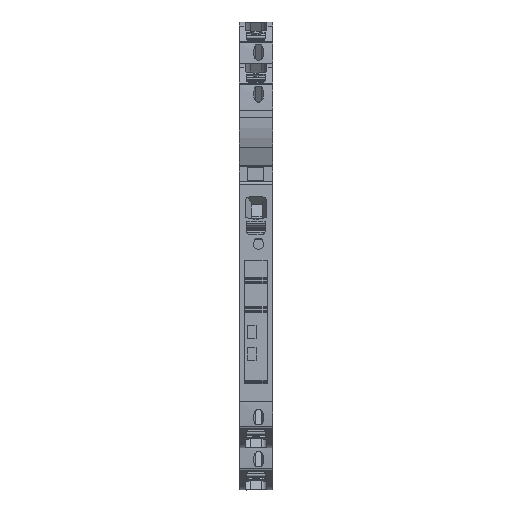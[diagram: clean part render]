
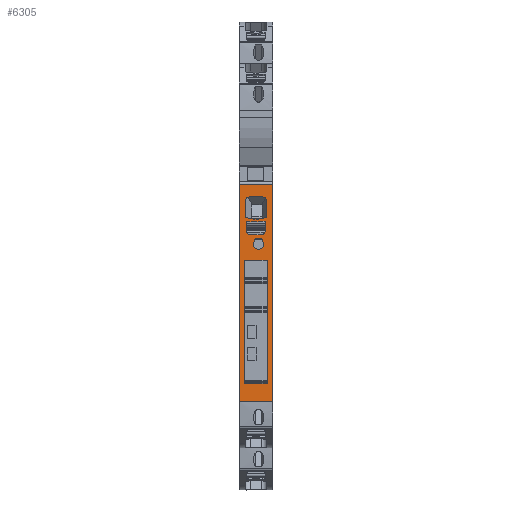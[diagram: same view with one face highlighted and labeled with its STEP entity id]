
A CAD part, top view. The second image highlights one B-rep face of the part: STEP entity #6305.
In plain terms, the highlighted planar face has unit normal (0, 0, 1).
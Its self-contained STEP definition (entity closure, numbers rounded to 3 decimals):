
#1964=AXIS2_PLACEMENT_3D('Plane Axis2P3D',#1961,#1962,#1963) ;
#6132=AXIS2_PLACEMENT_3D('Circle Axis2P3D',#6130,#6131,$) ;
#6146=AXIS2_PLACEMENT_3D('Circle Axis2P3D',#6144,#6145,$) ;
#6167=AXIS2_PLACEMENT_3D('Circle Axis2P3D',#6165,#6166,$) ;
#6198=AXIS2_PLACEMENT_3D('Circle Axis2P3D',#6196,#6197,$) ;
#6212=AXIS2_PLACEMENT_3D('Circle Axis2P3D',#6210,#6211,$) ;
#6226=AXIS2_PLACEMENT_3D('Circle Axis2P3D',#6224,#6225,$) ;
#6255=AXIS2_PLACEMENT_3D('Circle Axis2P3D',#6253,#6254,$) ;
#1418=CARTESIAN_POINT('Vertex',(0.,16.884,62.45)) ;
#1422=CARTESIAN_POINT('Control Point',(0.,58.384,62.45)) ;
#1423=CARTESIAN_POINT('Control Point',(0.,50.084,62.45)) ;
#1424=CARTESIAN_POINT('Control Point',(0.,41.784,62.45)) ;
#1425=CARTESIAN_POINT('Control Point',(0.,33.484,62.45)) ;
#1426=CARTESIAN_POINT('Control Point',(0.,25.184,62.45)) ;
#1427=CARTESIAN_POINT('Control Point',(0.,16.884,62.45)) ;
#1428=CARTESIAN_POINT('Vertex',(0.,58.384,62.45)) ;
#1961=CARTESIAN_POINT('Axis2P3D Location',(3.21,0.884,62.45)) ;
#6029=CARTESIAN_POINT('Vertex',(6.4,16.884,62.45)) ;
#6032=CARTESIAN_POINT('Line Origine',(3.81,16.884,62.45)) ;
#6103=CARTESIAN_POINT('Line Origine',(6.4,37.634,62.45)) ;
#6107=CARTESIAN_POINT('Vertex',(6.4,58.384,62.45)) ;
#6110=CARTESIAN_POINT('Line Origine',(3.2,58.384,62.45)) ;
#6121=CARTESIAN_POINT('Line Origine',(5.015,50.399,62.45)) ;
#6125=CARTESIAN_POINT('Vertex',(5.015,49.524,62.45)) ;
#6127=CARTESIAN_POINT('Vertex',(5.015,51.274,62.45)) ;
#6130=CARTESIAN_POINT('Axis2P3D Location',(4.215,49.524,62.45)) ;
#6134=CARTESIAN_POINT('Vertex',(4.215,48.724,62.45)) ;
#6137=CARTESIAN_POINT('Line Origine',(3.165,48.724,62.45)) ;
#6141=CARTESIAN_POINT('Vertex',(2.115,48.724,62.45)) ;
#6144=CARTESIAN_POINT('Axis2P3D Location',(2.115,49.524,62.45)) ;
#6148=CARTESIAN_POINT('Vertex',(1.315,49.524,62.45)) ;
#6151=CARTESIAN_POINT('Line Origine',(1.315,50.399,62.45)) ;
#6155=CARTESIAN_POINT('Vertex',(1.315,51.274,62.45)) ;
#6158=CARTESIAN_POINT('Line Origine',(1.573,51.274,62.45)) ;
#6162=CARTESIAN_POINT('Vertex',(1.832,51.274,62.45)) ;
#6165=CARTESIAN_POINT('Axis2P3D Location',(3.165,57.143,62.45)) ;
#6169=CARTESIAN_POINT('Vertex',(4.498,51.274,62.45)) ;
#6172=CARTESIAN_POINT('Line Origine',(4.757,51.274,62.45)) ;
#6187=CARTESIAN_POINT('Line Origine',(5.3,53.508,62.45)) ;
#6191=CARTESIAN_POINT('Vertex',(5.3,52.057,62.45)) ;
#6193=CARTESIAN_POINT('Vertex',(5.3,54.959,62.45)) ;
#6196=CARTESIAN_POINT('Axis2P3D Location',(3.165,57.664,62.45)) ;
#6200=CARTESIAN_POINT('Vertex',(1.1,52.031,62.45)) ;
#6203=CARTESIAN_POINT('Line Origine',(1.1,53.495,62.45)) ;
#6207=CARTESIAN_POINT('Vertex',(1.1,54.959,62.45)) ;
#6210=CARTESIAN_POINT('Axis2P3D Location',(2.1,54.959,62.45)) ;
#6214=CARTESIAN_POINT('Vertex',(2.1,55.959,62.45)) ;
#6217=CARTESIAN_POINT('Line Origine',(3.2,55.959,62.45)) ;
#6221=CARTESIAN_POINT('Vertex',(4.3,55.959,62.45)) ;
#6224=CARTESIAN_POINT('Axis2P3D Location',(4.3,54.959,62.45)) ;
#6237=CARTESIAN_POINT('Line Origine',(3.69,47.894,62.45)) ;
#6241=CARTESIAN_POINT('Vertex',(4.34,47.894,62.45)) ;
#6243=CARTESIAN_POINT('Vertex',(3.04,47.894,62.45)) ;
#6246=CARTESIAN_POINT('Line Origine',(4.472,47.597,62.45)) ;
#6250=CARTESIAN_POINT('Vertex',(4.604,47.3,62.45)) ;
#6253=CARTESIAN_POINT('Axis2P3D Location',(3.69,46.894,62.45)) ;
#6257=CARTESIAN_POINT('Vertex',(2.776,47.3,62.45)) ;
#6260=CARTESIAN_POINT('Line Origine',(2.908,47.597,62.45)) ;
#6271=CARTESIAN_POINT('Line Origine',(3.17,20.234,62.45)) ;
#6275=CARTESIAN_POINT('Vertex',(1.02,20.234,62.45)) ;
#6277=CARTESIAN_POINT('Vertex',(5.32,20.234,62.45)) ;
#6280=CARTESIAN_POINT('Line Origine',(1.02,32.04,62.45)) ;
#6284=CARTESIAN_POINT('Vertex',(1.02,43.847,62.45)) ;
#6287=CARTESIAN_POINT('Line Origine',(3.17,43.847,62.45)) ;
#6291=CARTESIAN_POINT('Vertex',(5.32,43.847,62.45)) ;
#6294=CARTESIAN_POINT('Line Origine',(5.32,32.04,62.45)) ;
#1962=DIRECTION('Axis2P3D Direction',(0.,0.,1.)) ;
#1963=DIRECTION('Axis2P3D XDirection',(0.,1.,0.)) ;
#6033=DIRECTION('Vector Direction',(-1.,0.,0.)) ;
#6104=DIRECTION('Vector Direction',(0.,1.,0.)) ;
#6111=DIRECTION('Vector Direction',(-1.,0.,0.)) ;
#6122=DIRECTION('Vector Direction',(0.,1.,0.)) ;
#6131=DIRECTION('Axis2P3D Direction',(0.,0.,1.)) ;
#6138=DIRECTION('Vector Direction',(-1.,0.,0.)) ;
#6145=DIRECTION('Axis2P3D Direction',(0.,0.,1.)) ;
#6152=DIRECTION('Vector Direction',(0.,-1.,0.)) ;
#6159=DIRECTION('Vector Direction',(-1.,0.,0.)) ;
#6166=DIRECTION('Axis2P3D Direction',(0.,0.,1.)) ;
#6173=DIRECTION('Vector Direction',(-1.,0.,0.)) ;
#6188=DIRECTION('Vector Direction',(0.,1.,0.)) ;
#6197=DIRECTION('Axis2P3D Direction',(0.,0.,1.)) ;
#6204=DIRECTION('Vector Direction',(0.,-1.,0.)) ;
#6211=DIRECTION('Axis2P3D Direction',(0.,0.,1.)) ;
#6218=DIRECTION('Vector Direction',(-1.,0.,0.)) ;
#6225=DIRECTION('Axis2P3D Direction',(0.,0.,1.)) ;
#6238=DIRECTION('Vector Direction',(-1.,0.,0.)) ;
#6247=DIRECTION('Vector Direction',(-0.406,0.914,0.)) ;
#6254=DIRECTION('Axis2P3D Direction',(0.,0.,1.)) ;
#6261=DIRECTION('Vector Direction',(-0.406,-0.914,0.)) ;
#6272=DIRECTION('Vector Direction',(1.,0.,0.)) ;
#6281=DIRECTION('Vector Direction',(0.,1.,0.)) ;
#6288=DIRECTION('Vector Direction',(-1.,0.,0.)) ;
#6295=DIRECTION('Vector Direction',(0.,1.,0.)) ;
#6034=VECTOR('Line Direction',#6033,1.) ;
#6105=VECTOR('Line Direction',#6104,1.) ;
#6112=VECTOR('Line Direction',#6111,1.) ;
#6123=VECTOR('Line Direction',#6122,1.) ;
#6139=VECTOR('Line Direction',#6138,1.) ;
#6153=VECTOR('Line Direction',#6152,1.) ;
#6160=VECTOR('Line Direction',#6159,1.) ;
#6174=VECTOR('Line Direction',#6173,1.) ;
#6189=VECTOR('Line Direction',#6188,1.) ;
#6205=VECTOR('Line Direction',#6204,1.) ;
#6219=VECTOR('Line Direction',#6218,1.) ;
#6239=VECTOR('Line Direction',#6238,1.) ;
#6248=VECTOR('Line Direction',#6247,1.) ;
#6262=VECTOR('Line Direction',#6261,1.) ;
#6273=VECTOR('Line Direction',#6272,1.) ;
#6282=VECTOR('Line Direction',#6281,1.) ;
#6289=VECTOR('Line Direction',#6288,1.) ;
#6296=VECTOR('Line Direction',#6295,1.) ;
#6116=ORIENTED_EDGE('',*,*,#6036,.T.) ;
#6117=ORIENTED_EDGE('',*,*,#6109,.T.) ;
#6118=ORIENTED_EDGE('',*,*,#6114,.F.) ;
#6119=ORIENTED_EDGE('',*,*,#1430,.F.) ;
#6178=ORIENTED_EDGE('',*,*,#6129,.F.) ;
#6179=ORIENTED_EDGE('',*,*,#6136,.T.) ;
#6180=ORIENTED_EDGE('',*,*,#6143,.T.) ;
#6181=ORIENTED_EDGE('',*,*,#6150,.T.) ;
#6182=ORIENTED_EDGE('',*,*,#6157,.F.) ;
#6183=ORIENTED_EDGE('',*,*,#6164,.F.) ;
#6184=ORIENTED_EDGE('',*,*,#6171,.T.) ;
#6185=ORIENTED_EDGE('',*,*,#6176,.F.) ;
#6230=ORIENTED_EDGE('',*,*,#6195,.F.) ;
#6231=ORIENTED_EDGE('',*,*,#6202,.F.) ;
#6232=ORIENTED_EDGE('',*,*,#6209,.F.) ;
#6233=ORIENTED_EDGE('',*,*,#6216,.F.) ;
#6234=ORIENTED_EDGE('',*,*,#6223,.T.) ;
#6235=ORIENTED_EDGE('',*,*,#6228,.F.) ;
#6266=ORIENTED_EDGE('',*,*,#6245,.F.) ;
#6267=ORIENTED_EDGE('',*,*,#6252,.F.) ;
#6268=ORIENTED_EDGE('',*,*,#6259,.T.) ;
#6269=ORIENTED_EDGE('',*,*,#6264,.F.) ;
#6300=ORIENTED_EDGE('',*,*,#6279,.F.) ;
#6301=ORIENTED_EDGE('',*,*,#6286,.T.) ;
#6302=ORIENTED_EDGE('',*,*,#6293,.T.) ;
#6303=ORIENTED_EDGE('',*,*,#6298,.F.) ;
#6186=FACE_BOUND('',#6177,.T.) ;
#6236=FACE_BOUND('',#6229,.T.) ;
#6270=FACE_BOUND('',#6265,.T.) ;
#6304=FACE_BOUND('',#6299,.T.) ;
#6305=ADVANCED_FACE('Termseries',(#6120,#6186,#6236,#6270,#6304),#1965,.T.) ;
#1421=B_SPLINE_CURVE_WITH_KNOTS('',5,(#1422,#1423,#1424,#1425,#1426,#1427),.UNSPECIFIED.,.F.,.U.,(6,6),(0.,41.5),.UNSPECIFIED.) ;
#6133=CIRCLE('generated circle',#6132,0.8) ;
#6147=CIRCLE('generated circle',#6146,0.8) ;
#6168=CIRCLE('generated circle',#6167,6.018) ;
#6199=CIRCLE('generated circle',#6198,6.) ;
#6213=CIRCLE('generated circle',#6212,1.) ;
#6227=CIRCLE('generated circle',#6226,1.) ;
#6256=CIRCLE('generated circle',#6255,1.) ;
#1430=EDGE_CURVE('',#1419,#1429,#1421,.F.) ;
#6036=EDGE_CURVE('',#1419,#6030,#6035,.F.) ;
#6109=EDGE_CURVE('',#6030,#6108,#6106,.T.) ;
#6114=EDGE_CURVE('',#1429,#6108,#6113,.F.) ;
#6129=EDGE_CURVE('',#6126,#6128,#6124,.T.) ;
#6136=EDGE_CURVE('',#6126,#6135,#6133,.F.) ;
#6143=EDGE_CURVE('',#6135,#6142,#6140,.T.) ;
#6150=EDGE_CURVE('',#6142,#6149,#6147,.F.) ;
#6157=EDGE_CURVE('',#6156,#6149,#6154,.T.) ;
#6164=EDGE_CURVE('',#6163,#6156,#6161,.T.) ;
#6171=EDGE_CURVE('',#6163,#6170,#6168,.T.) ;
#6176=EDGE_CURVE('',#6128,#6170,#6175,.T.) ;
#6195=EDGE_CURVE('',#6192,#6194,#6190,.T.) ;
#6202=EDGE_CURVE('',#6201,#6192,#6199,.T.) ;
#6209=EDGE_CURVE('',#6208,#6201,#6206,.T.) ;
#6216=EDGE_CURVE('',#6215,#6208,#6213,.T.) ;
#6223=EDGE_CURVE('',#6215,#6222,#6220,.F.) ;
#6228=EDGE_CURVE('',#6194,#6222,#6227,.T.) ;
#6245=EDGE_CURVE('',#6242,#6244,#6240,.T.) ;
#6252=EDGE_CURVE('',#6251,#6242,#6249,.T.) ;
#6259=EDGE_CURVE('',#6251,#6258,#6256,.F.) ;
#6264=EDGE_CURVE('',#6244,#6258,#6263,.T.) ;
#6279=EDGE_CURVE('',#6276,#6278,#6274,.T.) ;
#6286=EDGE_CURVE('',#6276,#6285,#6283,.T.) ;
#6293=EDGE_CURVE('',#6285,#6292,#6290,.F.) ;
#6298=EDGE_CURVE('',#6278,#6292,#6297,.T.) ;
#6115=EDGE_LOOP('',(#6116,#6117,#6118,#6119)) ;
#6177=EDGE_LOOP('',(#6178,#6179,#6180,#6181,#6182,#6183,#6184,#6185)) ;
#6229=EDGE_LOOP('',(#6230,#6231,#6232,#6233,#6234,#6235)) ;
#6265=EDGE_LOOP('',(#6266,#6267,#6268,#6269)) ;
#6299=EDGE_LOOP('',(#6300,#6301,#6302,#6303)) ;
#6120=FACE_OUTER_BOUND('',#6115,.T.) ;
#6035=LINE('Line',#6032,#6034) ;
#6106=LINE('Line',#6103,#6105) ;
#6113=LINE('Line',#6110,#6112) ;
#6124=LINE('Line',#6121,#6123) ;
#6140=LINE('Line',#6137,#6139) ;
#6154=LINE('Line',#6151,#6153) ;
#6161=LINE('Line',#6158,#6160) ;
#6175=LINE('Line',#6172,#6174) ;
#6190=LINE('Line',#6187,#6189) ;
#6206=LINE('Line',#6203,#6205) ;
#6220=LINE('Line',#6217,#6219) ;
#6240=LINE('Line',#6237,#6239) ;
#6249=LINE('Line',#6246,#6248) ;
#6263=LINE('Line',#6260,#6262) ;
#6274=LINE('Line',#6271,#6273) ;
#6283=LINE('Line',#6280,#6282) ;
#6290=LINE('Line',#6287,#6289) ;
#6297=LINE('Line',#6294,#6296) ;
#1965=PLANE('',#1964) ;
#1419=VERTEX_POINT('',#1418) ;
#1429=VERTEX_POINT('',#1428) ;
#6030=VERTEX_POINT('',#6029) ;
#6108=VERTEX_POINT('',#6107) ;
#6126=VERTEX_POINT('',#6125) ;
#6128=VERTEX_POINT('',#6127) ;
#6135=VERTEX_POINT('',#6134) ;
#6142=VERTEX_POINT('',#6141) ;
#6149=VERTEX_POINT('',#6148) ;
#6156=VERTEX_POINT('',#6155) ;
#6163=VERTEX_POINT('',#6162) ;
#6170=VERTEX_POINT('',#6169) ;
#6192=VERTEX_POINT('',#6191) ;
#6194=VERTEX_POINT('',#6193) ;
#6201=VERTEX_POINT('',#6200) ;
#6208=VERTEX_POINT('',#6207) ;
#6215=VERTEX_POINT('',#6214) ;
#6222=VERTEX_POINT('',#6221) ;
#6242=VERTEX_POINT('',#6241) ;
#6244=VERTEX_POINT('',#6243) ;
#6251=VERTEX_POINT('',#6250) ;
#6258=VERTEX_POINT('',#6257) ;
#6276=VERTEX_POINT('',#6275) ;
#6278=VERTEX_POINT('',#6277) ;
#6285=VERTEX_POINT('',#6284) ;
#6292=VERTEX_POINT('',#6291) ;
